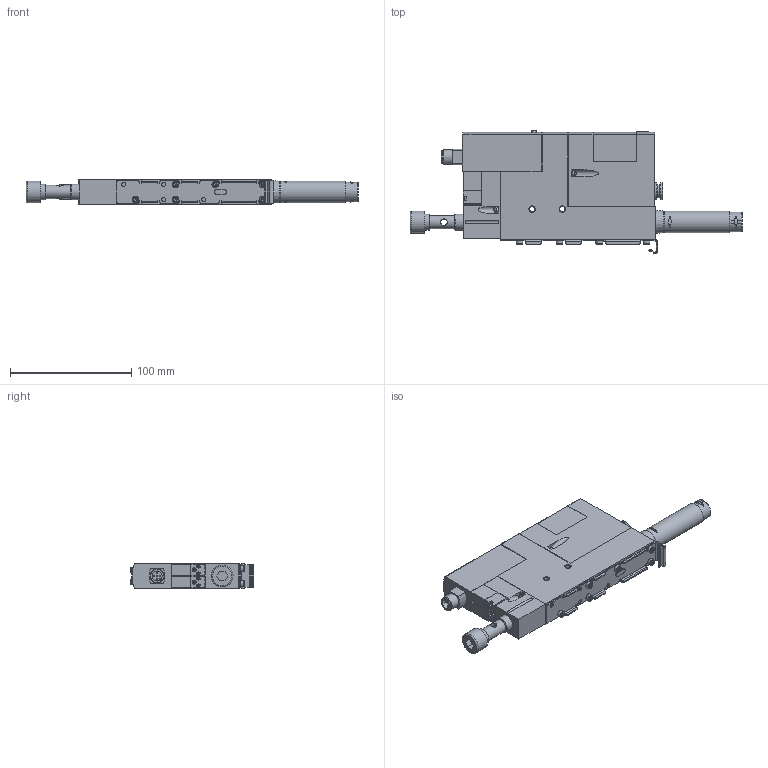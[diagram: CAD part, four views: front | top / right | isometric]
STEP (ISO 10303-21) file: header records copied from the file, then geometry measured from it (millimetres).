
FILE_DESCRIPTION(/* description */ ('STEP AP214'),/* implementation_level */ '2;1');
FILE_NAME(/* name */ '8023702_OVEM-20-H-B-PO-CE-N-2P',/* time_stamp */ '2024-09-13T11:47:14+02:00',/* author */ ('License CC BY-ND 4.0'),/* organization */ ('CADENAS'),/* preprocessor_version */ 'ST-DEVELOPER v19.3',/* originating_system */ 'PARTsolutions',/* authorisation */ ' ');
FILE_SCHEMA (('AUTOMOTIVE_DESIGN {1 0 10303 214 3 1 1}'));
Length unit declared in the file: millimetre
Products named in the file (8): 8023702 OVEM-20-H-B-PO-CE-N-2P; 8023702 OVEM-20-H-B-PO-CE-N-2P_(PO_2P_CE_3)---(b); 549460 OABM-G1-P---(p1); 718540 05/07/10/14-PL/PO; 172984 QSP14-8; 704146 07/10/14-SD; 538436 UOMS-1/4; DIN-912 - M3x6(F)
Assembly tree (12 placements, depth 2):
  8023702 OVEM-20-H-B-PO-CE-N-2P
    8023702 OVEM-20-H-B-PO-CE-N-2P_(PO_2P_CE_3)---(b)
    549460 OABM-G1-P---(p1)
    718540 05/07/10/14-PL/PO
    172984 QSP14-8
    704146 07/10/14-SD
    538436 UOMS-1/4
    DIN-912 - M3x6(F)  x6
Bounding box: 274.1 x 101.7 x 20.5 mm (x, y, z)
Volume: 297766.7 mm3; surface area: 66721.9 mm2
Topology: 12 solids, 12 shells, 881 faces, 2173 edges, 1392 vertices
Faces by surface type: plane 417, cylinder 349, cone 100, torus 15
Full cylindrical faces by diameter (mm): 1 x5, 2.459 x6, 3 x6, 3.1 x2, 3.3 x2, 3.4 x10, 4 x2, 4.3 x2, 4.5 x4, 5.5 x8, 5.6 x1, 6 x1, 6.5 x2, 6.6 x1, 7 x1, 8 x1, 8.3 x1, 8.5 x1, 8.6 x2, 9.5 x1, 10 x1, 10.2 x1, 10.6 x1, 10.8 x2, 11 x4, 11.2 x1, 11.445 x1, 12 x3, 12.1 x1, 13 x1
Entity records: 26651 total; most frequent: CARTESIAN_POINT 4140, DIRECTION 3896, ORIENTED_EDGE 3516, EDGE_CURVE 1758, AXIS2_PLACEMENT_3D 1461, VERTEX_POINT 1230, FACE_BOUND 976, LINE 974
